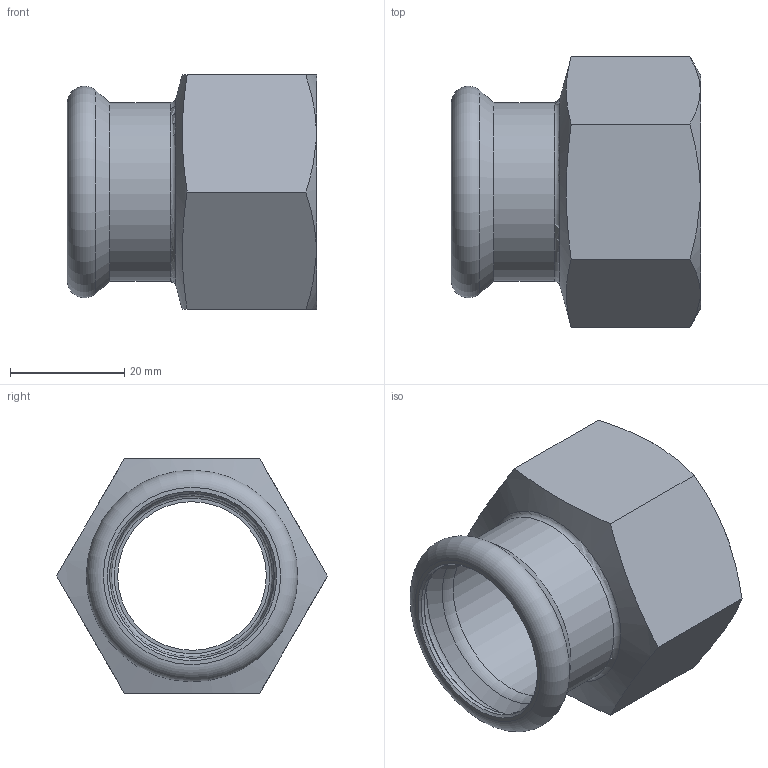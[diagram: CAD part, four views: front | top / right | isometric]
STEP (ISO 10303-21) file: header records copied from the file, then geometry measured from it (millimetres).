
FILE_DESCRIPTION(/* description */ (''),/* implementation_level */ '2;1');
FILE_NAME(/* name */ '41809.stp',/* time_stamp */ '2023-09-08T11:06:08+02:00',/* author */ ('JANAN'),/* organization */ (''),/* preprocessor_version */ 'ST-DEVELOPER v19.2',/* originating_system */ 'Autodesk Inventor 2023',/* authorisation */ '');
FILE_SCHEMA (('AUTOMOTIVE_DESIGN { 1 0 10303 214 3 1 1 }'));
Length unit declared in the file: millimetre
Products named in the file (1): tmp9F2C.tmp
Bounding box: 43.6 x 47.34 x 41 mm (x, y, z)
Volume: 20194.3 mm3; surface area: 11628.7 mm2
Topology: 1 solids, 1 shells, 31 faces, 69 edges, 43 vertices
Faces by surface type: plane 11, cone 8, cylinder 6, torus 6
Full cylindrical faces by diameter (mm): 26 x1, 28.2 x1, 28.8 x1, 30.291 x1, 31.3 x1, 33.3 x1
Entity records: 1144 total; most frequent: CARTESIAN_POINT 378, DIRECTION 154, ORIENTED_EDGE 138, EDGE_CURVE 69, AXIS2_PLACEMENT_3D 67, VERTEX_POINT 43, EDGE_LOOP 36, CIRCLE 35
